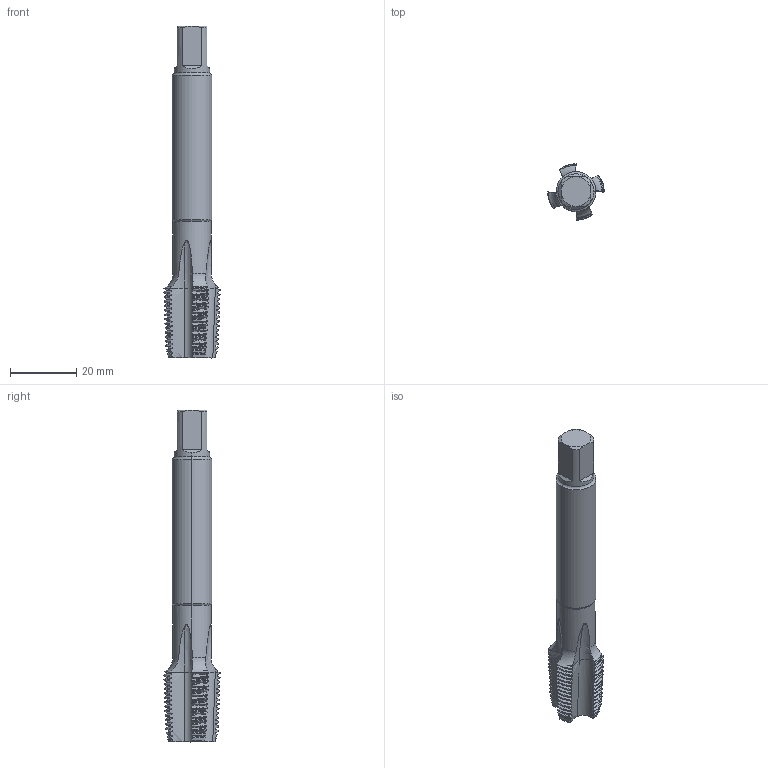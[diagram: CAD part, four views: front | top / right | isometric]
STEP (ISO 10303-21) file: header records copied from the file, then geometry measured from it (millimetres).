
FILE_DESCRIPTION(/* description */ (''),/* implementation_level */ '2;1');
FILE_NAME(/* name */ 'T30-SU33C09-3_8-19-R_Detailed.stp',/* time_stamp */ '2024-09-30T15:46:03+05:00',/* author */ (''),/* organization */ (''),/* preprocessor_version */ 'ST-DEVELOPER v18.102',/* originating_system */ 'SIEMENS PLM Software NX2206.8101',/* authorisation */ '');
FILE_SCHEMA (('AUTOMOTIVE_DESIGN { 1 0 10303 214 3 1 1 1 }'));
Length unit declared in the file: millimetre
Products named in the file (1): T30-SU33C09-3_8-19-R_Detailed_stp_objects
Bounding box: 16.98 x 16.96 x 100 mm (x, y, z)
Volume: 10419.1 mm3; surface area: 4844.2 mm2
Topology: 2 solids, 2 shells, 368 faces, 1104 edges, 744 vertices
Faces by surface type: cone 151, torus 132, plane 57, bspline 15, cylinder 12, sphere 1
Entity records: 14405 total; most frequent: CARTESIAN_POINT 6466, ORIENTED_EDGE 2206, EDGE_CURVE 1103, B_SPLINE_CURVE_WITH_KNOTS 972, DIRECTION 836, VERTEX_POINT 739, AXIS2_PLACEMENT_3D 387, ADVANCED_FACE 368
